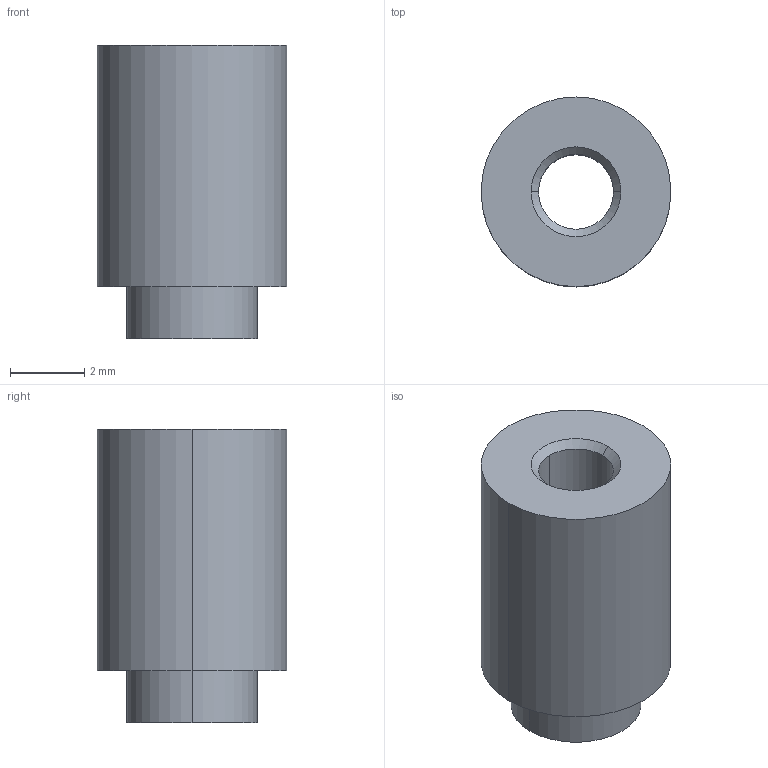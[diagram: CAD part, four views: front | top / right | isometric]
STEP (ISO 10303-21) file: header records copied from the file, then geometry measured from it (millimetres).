
FILE_DESCRIPTION(('STEP AP214'),'1');
FILE_NAME('9774065151.stp','2021-09-13T17:10:08',(' '),(' '),'Spatial InterOp 3D',' ',' ');
FILE_SCHEMA(('AUTOMOTIVE_DESIGN { 1 0 10303 214 1 1 1 1 }'));
Length unit declared in the file: metre
Products named in the file (2): 9774065151
Assembly tree (1 placements, depth 2):
  9774065151
    9774065151
Bounding box: 5.1 x 5.1 x 7.9 mm (x, y, z)
Volume: 121 mm3; surface area: 203.3 mm2
Topology: 1 solids, 1 shells, 11 faces, 25 edges, 17 vertices
Faces by surface type: cylinder 6, plane 3, cone 2
Entity records: 380 total; most frequent: DIRECTION 68, CARTESIAN_POINT 55, ORIENTED_EDGE 50, AXIS2_PLACEMENT_3D 30, EDGE_CURVE 25, VERTEX_POINT 17, CIRCLE 17, EDGE_LOOP 14
